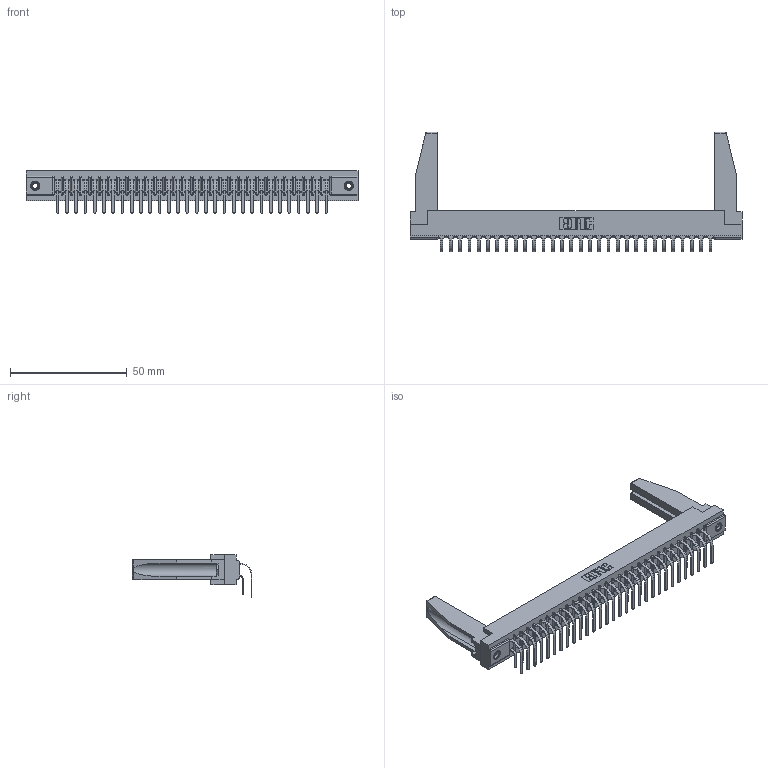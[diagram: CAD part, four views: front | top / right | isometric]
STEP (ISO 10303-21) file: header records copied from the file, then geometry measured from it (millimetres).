
FILE_DESCRIPTION (( 'STEP AP203' ), '1' );
FILE_NAME ('307-060-459-278.STEP', '2022-07-07T18:06:19', ( '' ), ( '' ), 'SwSTEP 2.0', 'SolidWorks 2020', '' );
FILE_SCHEMA (( 'CONFIG_CONTROL_DESIGN' ));
Length unit declared in the file: inch
Products named in the file (6): 307-290-001_559 - 2 (Single); 307 Part_.156 Dia Mounting Holes; 307-220-078; 345-250-001_345-250-001-102; 307-060-459-278; 307-290-001_558 559 - 1 (Single)
Assembly tree (65 placements, depth 2):
  307-060-459-278
    307 Part_.156 Dia Mounting Holes
    307-290-001_558 559 - 1 (Single)  x30
    307-290-001_559 - 2 (Single)  x30
    307-220-078  x2
    345-250-001_345-250-001-102  x2
Bounding box: 141.88 x 51.22 x 18.07 mm (x, y, z)
Volume: 19221.7 mm3; surface area: 23502.8 mm2
Topology: 65 solids, 65 shells, 3279 faces, 9173 edges, 5942 vertices
Faces by surface type: plane 2134, cylinder 1067, sphere 62, cone 12, torus 4
Entity records: 32044 total; most frequent: CARTESIAN_POINT 5258, ORIENTED_EDGE 5168, DIRECTION 5108, EDGE_CURVE 2584, LINE 1980, VECTOR 1980, VERTEX_POINT 1672, AXIS2_PLACEMENT_3D 1564
